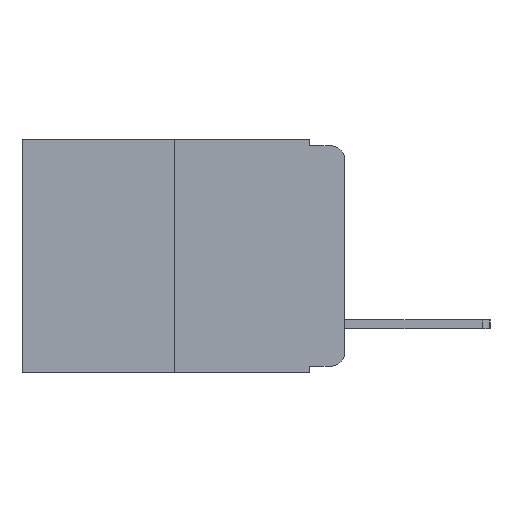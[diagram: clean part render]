
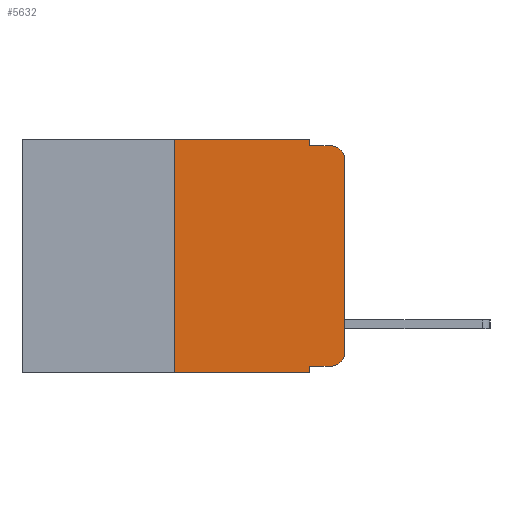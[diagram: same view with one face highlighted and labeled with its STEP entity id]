
A CAD part, left-side view. The second image highlights one B-rep face of the part: STEP entity #5632.
In plain terms, the highlighted planar face has unit normal (-1, 0, 0).
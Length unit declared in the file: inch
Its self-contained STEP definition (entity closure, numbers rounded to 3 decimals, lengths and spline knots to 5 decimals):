
#37 = EDGE_CURVE ( 'NONE', #9368, #8300, #6244, .T. ) ;
#136 = ORIENTED_EDGE ( 'NONE', *, *, #482, .F. ) ;
#482 = EDGE_CURVE ( 'NONE', #9406, #12716, #7400, .T. ) ;
#517 = DIRECTION ( 'NONE',  ( -1., 0., 0. ) ) ;
#840 = CARTESIAN_POINT ( 'NONE',  ( 0., 0.25, -0.343 ) ) ;
#978 = VERTEX_POINT ( 'NONE', #7412 ) ;
#1033 = ORIENTED_EDGE ( 'NONE', *, *, #6436, .T. ) ;
#1309 = LINE ( 'NONE', #1538, #9617 ) ;
#1381 = ORIENTED_EDGE ( 'NONE', *, *, #6713, .T. ) ;
#1538 = CARTESIAN_POINT ( 'NONE',  ( 0., 0.051, 0. ) ) ;
#1544 = CARTESIAN_POINT ( 'NONE',  ( 0., 0.25, 0. ) ) ;
#1722 = ORIENTED_EDGE ( 'NONE', *, *, #7659, .F. ) ;
#1980 = EDGE_CURVE ( 'NONE', #5284, #10402, #4833, .T. ) ;
#1996 = VECTOR ( 'NONE', #6130, 39.37008 ) ;
#2014 = CARTESIAN_POINT ( 'NONE',  ( 0., 0.02, -0.333 ) ) ;
#2331 = ORIENTED_EDGE ( 'NONE', *, *, #9135, .T. ) ;
#2365 = AXIS2_PLACEMENT_3D ( 'NONE', #8583, #9550, #3337 ) ;
#2395 = CARTESIAN_POINT ( 'NONE',  ( 0., 0.051, -0.01 ) ) ;
#2438 = DIRECTION ( 'NONE',  ( 0., -1., 0. ) ) ;
#2964 = VECTOR ( 'NONE', #5893, 39.37008 ) ;
#3103 = DIRECTION ( 'NONE',  ( 0., 0., 1. ) ) ;
#3337 = DIRECTION ( 'NONE',  ( 0., 0., -1. ) ) ;
#3530 = CARTESIAN_POINT ( 'NONE',  ( 0., 0.02, -0.01 ) ) ;
#3611 = FACE_OUTER_BOUND ( 'NONE', #5274, .T. ) ;
#3630 = CARTESIAN_POINT ( 'NONE',  ( 0., 0.473, -0.343 ) ) ;
#3694 = AXIS2_PLACEMENT_3D ( 'NONE', #6948, #517, #8006 ) ;
#4142 = CARTESIAN_POINT ( 'NONE',  ( 0., 0., 0. ) ) ;
#4331 = CARTESIAN_POINT ( 'NONE',  ( 0., 0.051, 0. ) ) ;
#4476 = CARTESIAN_POINT ( 'NONE',  ( 0., 0.051, -0.333 ) ) ;
#4523 = VECTOR ( 'NONE', #10541, 39.37008 ) ;
#4833 = LINE ( 'NONE', #8799, #1996 ) ;
#5157 = LINE ( 'NONE', #4331, #7662 ) ;
#5274 = EDGE_LOOP ( 'NONE', ( #1381, #7862, #8591, #8143, #1722, #136, #1033, #6207, #6992, #2331 ) ) ;
#5284 = VERTEX_POINT ( 'NONE', #4476 ) ;
#5310 = VECTOR ( 'NONE', #3103, 39.37008 ) ;
#5632 = ADVANCED_FACE ( 'NONE', ( #3611 ), #7624, .F. ) ;
#5741 = EDGE_CURVE ( 'NONE', #5284, #12966, #1309, .T. ) ;
#5893 = DIRECTION ( 'NONE',  ( 0., -1., 0. ) ) ;
#6022 = EDGE_CURVE ( 'NONE', #9189, #9124, #5157, .T. ) ;
#6130 = DIRECTION ( 'NONE',  ( 0., -1., 0. ) ) ;
#6152 = VECTOR ( 'NONE', #2438, 39.37008 ) ;
#6207 = ORIENTED_EDGE ( 'NONE', *, *, #5741, .F. ) ;
#6244 = CIRCLE ( 'NONE', #9389, 0.02 ) ;
#6436 = EDGE_CURVE ( 'NONE', #9406, #12966, #10475, .T. ) ;
#6713 = EDGE_CURVE ( 'NONE', #978, #9368, #8421, .T. ) ;
#6948 = CARTESIAN_POINT ( 'NONE',  ( 0., 0.02, -0.313 ) ) ;
#6992 = ORIENTED_EDGE ( 'NONE', *, *, #1980, .T. ) ;
#7400 = LINE ( 'NONE', #1544, #4523 ) ;
#7412 = CARTESIAN_POINT ( 'NONE',  ( 0., 0., -0.313 ) ) ;
#7602 = DIRECTION ( 'NONE',  ( 0., 0., -1. ) ) ;
#7624 = PLANE ( 'NONE',  #2365 ) ;
#7659 = EDGE_CURVE ( 'NONE', #12716, #9189, #8563, .T. ) ;
#7662 = VECTOR ( 'NONE', #7602, 39.37008 ) ;
#7862 = ORIENTED_EDGE ( 'NONE', *, *, #37, .T. ) ;
#8006 = DIRECTION ( 'NONE',  ( 0., 0., -1. ) ) ;
#8143 = ORIENTED_EDGE ( 'NONE', *, *, #6022, .F. ) ;
#8300 = VERTEX_POINT ( 'NONE', #3530 ) ;
#8421 = LINE ( 'NONE', #4142, #5310 ) ;
#8563 = LINE ( 'NONE', #8736, #6152 ) ;
#8583 = CARTESIAN_POINT ( 'NONE',  ( 0., 0.473, 0. ) ) ;
#8591 = ORIENTED_EDGE ( 'NONE', *, *, #10739, .F. ) ;
#8736 = CARTESIAN_POINT ( 'NONE',  ( 0., 0.473, 0. ) ) ;
#8780 = LINE ( 'NONE', #2395, #13047 ) ;
#8799 = CARTESIAN_POINT ( 'NONE',  ( 0., 0.051, -0.333 ) ) ;
#8897 = DIRECTION ( 'NONE',  ( 0., 0., -1. ) ) ;
#9011 = CARTESIAN_POINT ( 'NONE',  ( 0., 0.051, 0. ) ) ;
#9124 = VERTEX_POINT ( 'NONE', #9836 ) ;
#9135 = EDGE_CURVE ( 'NONE', #10402, #978, #9842, .T. ) ;
#9170 = CARTESIAN_POINT ( 'NONE',  ( 0., 0., -0.03 ) ) ;
#9189 = VERTEX_POINT ( 'NONE', #9011 ) ;
#9368 = VERTEX_POINT ( 'NONE', #9170 ) ;
#9389 = AXIS2_PLACEMENT_3D ( 'NONE', #12260, #12233, #12231 ) ;
#9406 = VERTEX_POINT ( 'NONE', #840 ) ;
#9550 = DIRECTION ( 'NONE',  ( 1., 0., 0. ) ) ;
#9567 = CARTESIAN_POINT ( 'NONE',  ( 0., 0.25, 0. ) ) ;
#9617 = VECTOR ( 'NONE', #8897, 39.37008 ) ;
#9836 = CARTESIAN_POINT ( 'NONE',  ( 0., 0.051, -0.01 ) ) ;
#9842 = CIRCLE ( 'NONE', #3694, 0.02 ) ;
#10402 = VERTEX_POINT ( 'NONE', #2014 ) ;
#10475 = LINE ( 'NONE', #3630, #2964 ) ;
#10541 = DIRECTION ( 'NONE',  ( 0., 0., 1. ) ) ;
#10579 = DIRECTION ( 'NONE',  ( 0., -1., 0. ) ) ;
#10739 = EDGE_CURVE ( 'NONE', #9124, #8300, #8780, .T. ) ;
#11715 = CARTESIAN_POINT ( 'NONE',  ( 0., 0.051, -0.343 ) ) ;
#12231 = DIRECTION ( 'NONE',  ( 0., 0., -1. ) ) ;
#12233 = DIRECTION ( 'NONE',  ( -1., 0., 0. ) ) ;
#12260 = CARTESIAN_POINT ( 'NONE',  ( 0., 0.02, -0.03 ) ) ;
#12716 = VERTEX_POINT ( 'NONE', #9567 ) ;
#12966 = VERTEX_POINT ( 'NONE', #11715 ) ;
#13047 = VECTOR ( 'NONE', #10579, 39.37008 ) ;
